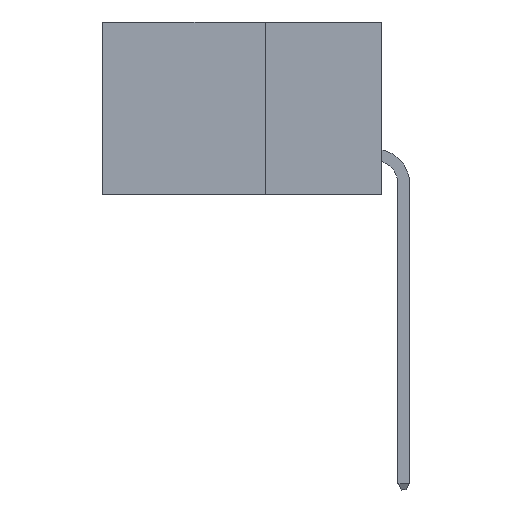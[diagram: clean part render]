
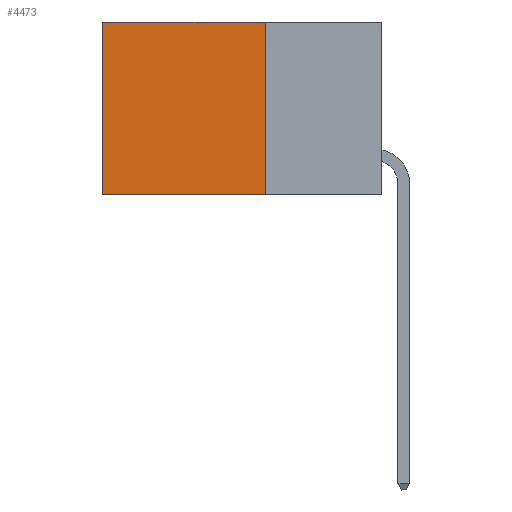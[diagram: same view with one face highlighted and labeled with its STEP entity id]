
A CAD part, left-side view. The second image highlights one B-rep face of the part: STEP entity #4473.
In plain terms, the highlighted planar face has unit normal (-1, 0, 0).
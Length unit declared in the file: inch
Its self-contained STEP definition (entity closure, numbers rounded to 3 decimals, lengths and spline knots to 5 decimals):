
#624 = CARTESIAN_POINT ( 'NONE',  ( 0.2875, 0.25, 0. ) ) ;
#1302 = DIRECTION ( 'NONE',  ( 0., 1., 0. ) ) ;
#1687 = EDGE_LOOP ( 'NONE', ( #2952, #8980, #4148, #6249 ) ) ;
#2114 = CARTESIAN_POINT ( 'NONE',  ( 0.2875, 0.25, -0.37 ) ) ;
#2952 = ORIENTED_EDGE ( 'NONE', *, *, #7538, .T. ) ;
#3060 = VECTOR ( 'NONE', #4110, 39.37008 ) ;
#3261 = VERTEX_POINT ( 'NONE', #4324 ) ;
#3437 = VERTEX_POINT ( 'NONE', #2114 ) ;
#3788 = VECTOR ( 'NONE', #8453, 39.37008 ) ;
#3866 = LINE ( 'NONE', #5428, #3060 ) ;
#3933 = DIRECTION ( 'NONE',  ( 0., 0., -1. ) ) ;
#4110 = DIRECTION ( 'NONE',  ( 0., 1., 0. ) ) ;
#4148 = ORIENTED_EDGE ( 'NONE', *, *, #13622, .F. ) ;
#4240 = EDGE_CURVE ( 'NONE', #13642, #7076, #15886, .T. ) ;
#4324 = CARTESIAN_POINT ( 'NONE',  ( 0.2875, 0.6, -0.37 ) ) ;
#4473 = ADVANCED_FACE ( 'NONE', ( #16078 ), #15889, .F. ) ;
#5428 = CARTESIAN_POINT ( 'NONE',  ( 0.2875, 0.25, -0.37 ) ) ;
#5670 = DIRECTION ( 'NONE',  ( 0., 0., -1. ) ) ;
#6249 = ORIENTED_EDGE ( 'NONE', *, *, #4240, .T. ) ;
#7076 = VERTEX_POINT ( 'NONE', #7896 ) ;
#7146 = CARTESIAN_POINT ( 'NONE',  ( 0.2875, 0.25, 0. ) ) ;
#7538 = EDGE_CURVE ( 'NONE', #7076, #3261, #9934, .T. ) ;
#7896 = CARTESIAN_POINT ( 'NONE',  ( 0.2875, 0.6, 0. ) ) ;
#8453 = DIRECTION ( 'NONE',  ( 0., 0., -1. ) ) ;
#8980 = ORIENTED_EDGE ( 'NONE', *, *, #11432, .F. ) ;
#9041 = VECTOR ( 'NONE', #1302, 39.37008 ) ;
#9934 = LINE ( 'NONE', #12977, #16379 ) ;
#10811 = CARTESIAN_POINT ( 'NONE',  ( 0.2875, 0.25, 0. ) ) ;
#11086 = LINE ( 'NONE', #7146, #3788 ) ;
#11432 = EDGE_CURVE ( 'NONE', #3437, #3261, #3866, .T. ) ;
#12977 = CARTESIAN_POINT ( 'NONE',  ( 0.2875, 0.6, 0. ) ) ;
#13385 = DIRECTION ( 'NONE',  ( 1., 0., 0. ) ) ;
#13622 = EDGE_CURVE ( 'NONE', #13642, #3437, #11086, .T. ) ;
#13642 = VERTEX_POINT ( 'NONE', #624 ) ;
#15886 = LINE ( 'NONE', #16795, #9041 ) ;
#15889 = PLANE ( 'NONE',  #16415 ) ;
#16078 = FACE_OUTER_BOUND ( 'NONE', #1687, .T. ) ;
#16379 = VECTOR ( 'NONE', #3933, 39.37008 ) ;
#16415 = AXIS2_PLACEMENT_3D ( 'NONE', #10811, #13385, #5670 ) ;
#16795 = CARTESIAN_POINT ( 'NONE',  ( 0.2875, 0.25, 0. ) ) ;
